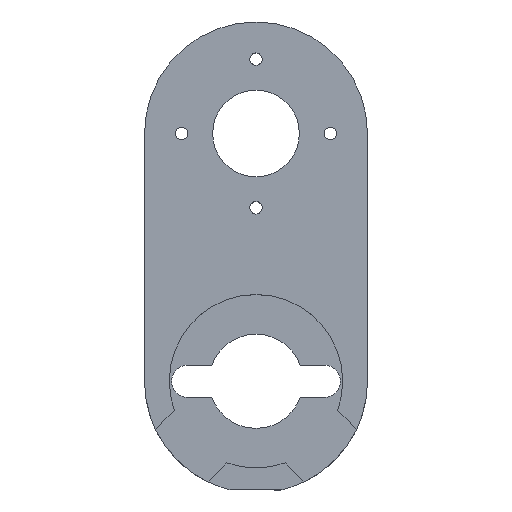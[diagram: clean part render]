
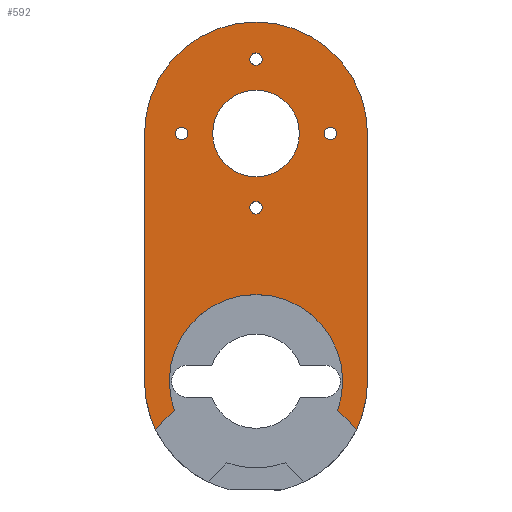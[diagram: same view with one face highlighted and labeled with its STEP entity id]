
A CAD part, top view. The second image highlights one B-rep face of the part: STEP entity #592.
In plain terms, the highlighted planar face has unit normal (0, 0, 1).
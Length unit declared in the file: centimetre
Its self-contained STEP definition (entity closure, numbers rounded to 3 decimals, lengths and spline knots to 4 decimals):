
#212=VERTEX_POINT('',#2087);
#213=VERTEX_POINT('',#2089);
#224=VERTEX_POINT('',#2117);
#225=VERTEX_POINT('',#2119);
#236=VERTEX_POINT('',#2149);
#237=VERTEX_POINT('',#2151);
#238=VERTEX_POINT('',#2153);
#239=VERTEX_POINT('',#2155);
#240=VERTEX_POINT('',#2157);
#241=VERTEX_POINT('',#2159);
#242=VERTEX_POINT('',#2161);
#243=VERTEX_POINT('',#2163);
#244=VERTEX_POINT('',#2165);
#266=EDGE_CURVE('',#213,#212,#728,.T.);
#280=EDGE_CURVE('',#225,#224,#740,.T.);
#283=EDGE_CURVE('',#212,#225,#1034,.T.);
#297=EDGE_CURVE('',#236,#224,#1042,.T.);
#298=EDGE_CURVE('',#237,#236,#747,.T.);
#299=EDGE_CURVE('',#238,#237,#1043,.T.);
#300=EDGE_CURVE('',#239,#238,#748,.T.);
#301=EDGE_CURVE('',#213,#239,#1041,.T.);
#302=EDGE_CURVE('',#240,#240,#1044,.T.);
#303=EDGE_CURVE('',#241,#241,#1045,.T.);
#304=EDGE_CURVE('',#242,#242,#1046,.T.);
#305=EDGE_CURVE('',#243,#243,#1047,.T.);
#306=EDGE_CURVE('',#244,#244,#1048,.T.);
#386=ORIENTED_EDGE('',*,*,#266,.T.);
#387=ORIENTED_EDGE('',*,*,#283,.T.);
#388=ORIENTED_EDGE('',*,*,#280,.T.);
#389=ORIENTED_EDGE('',*,*,#297,.F.);
#390=ORIENTED_EDGE('',*,*,#298,.F.);
#391=ORIENTED_EDGE('',*,*,#299,.F.);
#392=ORIENTED_EDGE('',*,*,#300,.F.);
#393=ORIENTED_EDGE('',*,*,#301,.F.);
#394=ORIENTED_EDGE('',*,*,#302,.F.);
#395=ORIENTED_EDGE('',*,*,#303,.F.);
#396=ORIENTED_EDGE('',*,*,#304,.F.);
#397=ORIENTED_EDGE('',*,*,#305,.F.);
#398=ORIENTED_EDGE('',*,*,#306,.F.);
#501=EDGE_LOOP('',(#386,#387,#388,#389,#390,#391,#392,#393));
#502=EDGE_LOOP('',(#394));
#503=EDGE_LOOP('',(#395));
#504=EDGE_LOOP('',(#396));
#505=EDGE_LOOP('',(#397));
#506=EDGE_LOOP('',(#398));
#547=FACE_BOUND('',#501,.T.);
#548=FACE_BOUND('',#502,.T.);
#549=FACE_BOUND('',#503,.T.);
#550=FACE_BOUND('',#504,.T.);
#551=FACE_BOUND('',#505,.T.);
#552=FACE_BOUND('',#506,.T.);
#592=ADVANCED_FACE('',(#547,#548,#549,#550,#551,#552),#1592,.T.);
#728=LINE('',#2088,#1539);
#740=LINE('',#2118,#1551);
#747=LINE('',#2150,#1558);
#748=LINE('',#2154,#1559);
#1034=CIRCLE('',#1444,3.5);
#1041=CIRCLE('',#1453,4.5);
#1042=CIRCLE('',#1454,4.5);
#1043=CIRCLE('',#1455,4.5);
#1044=CIRCLE('',#1456,0.25);
#1045=CIRCLE('',#1457,0.25);
#1046=CIRCLE('',#1458,0.25);
#1047=CIRCLE('',#1459,1.75);
#1048=CIRCLE('',#1460,0.25);
#1444=AXIS2_PLACEMENT_3D('',#2123,#1737,#1738);
#1452=AXIS2_PLACEMENT_3D('',#2143,#1756,$);
#1453=AXIS2_PLACEMENT_3D('',#2144,#1757,#1758);
#1454=AXIS2_PLACEMENT_3D('',#2148,#1760,#1761);
#1455=AXIS2_PLACEMENT_3D('',#2152,#1763,#1764);
#1456=AXIS2_PLACEMENT_3D('',#2156,#1766,#1767);
#1457=AXIS2_PLACEMENT_3D('',#2158,#1768,#1769);
#1458=AXIS2_PLACEMENT_3D('',#2160,#1770,#1771);
#1459=AXIS2_PLACEMENT_3D('',#2162,#1772,#1773);
#1460=AXIS2_PLACEMENT_3D('',#2164,#1774,#1775);
#1539=VECTOR('',#1710,1.);
#1551=VECTOR('',#1731,1.);
#1558=VECTOR('',#1762,1.);
#1559=VECTOR('',#1765,1.);
#1592=PLANE('',#1452);
#1710=DIRECTION('',(0.707,0.707,0.));
#1731=DIRECTION('',(0.707,-0.707,0.));
#1737=DIRECTION('',(0.,0.,-1.));
#1738=DIRECTION('',(3.5,0.,0.));
#1756=DIRECTION('',(0.,0.,1.));
#1757=DIRECTION('',(0.,0.,-1.));
#1758=DIRECTION('',(4.5,0.,0.));
#1760=DIRECTION('',(0.,0.,-1.));
#1761=DIRECTION('',(4.5,0.,0.));
#1762=DIRECTION('',(0.,-1.,0.));
#1763=DIRECTION('',(0.,0.,-1.));
#1764=DIRECTION('',(4.5,0.,0.));
#1765=DIRECTION('',(0.,1.,0.));
#1766=DIRECTION('',(0.,0.,1.));
#1767=DIRECTION('',(0.25,0.,0.));
#1768=DIRECTION('',(0.,0.,1.));
#1769=DIRECTION('',(0.25,0.,0.));
#1770=DIRECTION('',(0.,0.,1.));
#1771=DIRECTION('',(0.25,0.,0.));
#1772=DIRECTION('',(0.,0.,1.));
#1773=DIRECTION('',(1.75,0.,0.));
#1774=DIRECTION('',(0.,0.,1.));
#1775=DIRECTION('',(0.25,0.,0.));
#2087=CARTESIAN_POINT('',(-3.2941,-5.9672,1.25));
#2088=CARTESIAN_POINT('',(-1.1336,-3.8067,1.25));
#2089=CARTESIAN_POINT('',(-4.058,-6.7311,1.25));
#2117=CARTESIAN_POINT('',(4.0633,-6.7311,1.25));
#2118=CARTESIAN_POINT('',(1.1388,-3.8067,1.25));
#2119=CARTESIAN_POINT('',(3.2994,-5.9672,1.25));
#2123=CARTESIAN_POINT('',(0.0026,-4.7918,1.25));
#2143=CARTESIAN_POINT('',(0.0026,0.1422,1.25));
#2144=CARTESIAN_POINT('',(0.0026,-4.7918,1.25));
#2148=CARTESIAN_POINT('',(0.0026,-4.7918,1.25));
#2149=CARTESIAN_POINT('',(4.5026,-4.7918,1.25));
#2150=CARTESIAN_POINT('',(4.5026,-4.7918,1.25));
#2151=CARTESIAN_POINT('',(4.5026,5.2082,1.25));
#2152=CARTESIAN_POINT('',(0.0026,5.2082,1.25));
#2153=CARTESIAN_POINT('',(-4.4974,5.2082,1.25));
#2154=CARTESIAN_POINT('',(-4.4974,5.2082,1.25));
#2155=CARTESIAN_POINT('',(-4.4974,-4.7918,1.25));
#2156=CARTESIAN_POINT('',(3.0026,5.2082,1.25));
#2157=CARTESIAN_POINT('',(3.2526,5.2082,1.25));
#2158=CARTESIAN_POINT('',(0.0026,8.2082,1.25));
#2159=CARTESIAN_POINT('',(0.2526,8.2082,1.25));
#2160=CARTESIAN_POINT('',(0.0026,2.2082,1.25));
#2161=CARTESIAN_POINT('',(0.2526,2.2082,1.25));
#2162=CARTESIAN_POINT('',(0.0026,5.2082,1.25));
#2163=CARTESIAN_POINT('',(1.7526,5.2082,1.25));
#2164=CARTESIAN_POINT('',(-2.9974,5.2082,1.25));
#2165=CARTESIAN_POINT('',(-2.7474,5.2082,1.25));
